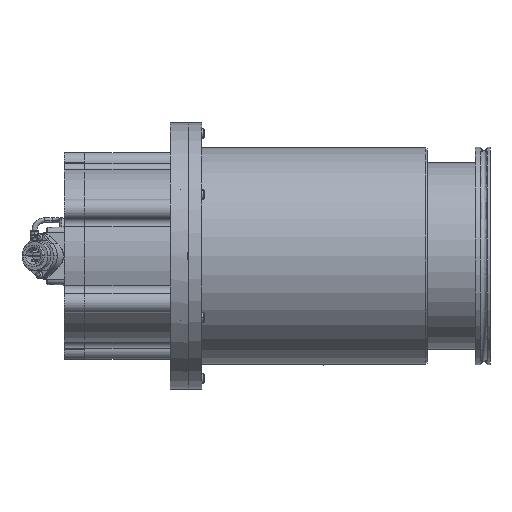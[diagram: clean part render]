
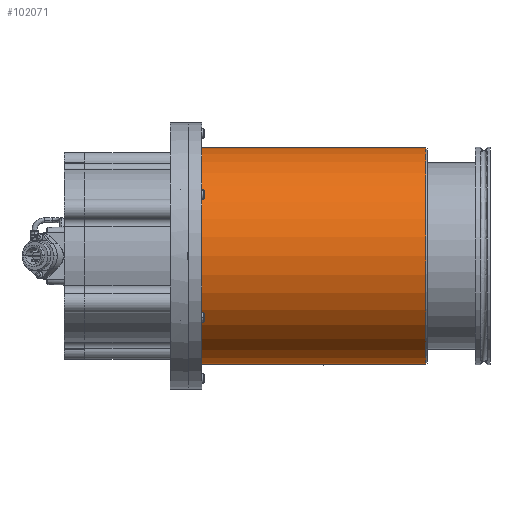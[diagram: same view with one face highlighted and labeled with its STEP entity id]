
A CAD part, top view. The second image highlights one B-rep face of the part: STEP entity #102071.
In plain terms, the highlighted cylindrical face has radius 89.5 mm (diameter 179 mm), a partial arc.
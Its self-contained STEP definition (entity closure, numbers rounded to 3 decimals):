
#1327 = EDGE_CURVE ( 'NONE', #135588, #127178, #4718, .T. ) ;
#4718 = LINE ( 'NONE', #125947, #37427 ) ;
#14654 = ORIENTED_EDGE ( 'NONE', *, *, #158345, .F. ) ;
#16548 = DIRECTION ( 'NONE',  ( -1., 0., 0. ) ) ;
#37427 = VECTOR ( 'NONE', #126085, 1000. ) ;
#42948 = DIRECTION ( 'NONE',  ( 0., 1., 0. ) ) ;
#45853 = ORIENTED_EDGE ( 'NONE', *, *, #46450, .T. ) ;
#46450 = EDGE_CURVE ( 'NONE', #127178, #102308, #107131, .T. ) ;
#46817 = AXIS2_PLACEMENT_3D ( 'NONE', #128667, #54827, #140951 ) ;
#46877 = ORIENTED_EDGE ( 'NONE', *, *, #1327, .T. ) ;
#50685 = VERTEX_POINT ( 'NONE', #150828 ) ;
#54827 = DIRECTION ( 'NONE',  ( 1., 0., 0. ) ) ;
#54946 = DIRECTION ( 'NONE',  ( 1., 0., 0. ) ) ;
#72273 = EDGE_CURVE ( 'NONE', #50685, #135588, #118002, .T. ) ;
#84618 = VECTOR ( 'NONE', #121112, 1000. ) ;
#88532 = CYLINDRICAL_SURFACE ( 'NONE', #159417, 89.5 ) ;
#90596 = CARTESIAN_POINT ( 'NONE',  ( 196.5, 0., 0. ) ) ;
#95276 = CARTESIAN_POINT ( 'NONE',  ( 196.5, -89.5, 0. ) ) ;
#98227 = CARTESIAN_POINT ( 'NONE',  ( 9., -89.5, 0. ) ) ;
#102071 = ADVANCED_FACE ( 'NONE', ( #104040 ), #88532, .T. ) ;
#102308 = VERTEX_POINT ( 'NONE', #157411 ) ;
#103062 = DIRECTION ( 'NONE',  ( 0., 1., 0. ) ) ;
#104040 = FACE_OUTER_BOUND ( 'NONE', #124541, .T. ) ;
#107131 = CIRCLE ( 'NONE', #152579, 89.5 ) ;
#108784 = CARTESIAN_POINT ( 'NONE',  ( 196.5, 89.5, 0. ) ) ;
#117392 = LINE ( 'NONE', #108784, #84618 ) ;
#118002 = CIRCLE ( 'NONE', #46817, 89.5 ) ;
#120526 = ORIENTED_EDGE ( 'NONE', *, *, #72273, .T. ) ;
#121112 = DIRECTION ( 'NONE',  ( 1., 0., 0. ) ) ;
#124541 = EDGE_LOOP ( 'NONE', ( #120526, #46877, #45853, #14654 ) ) ;
#125947 = CARTESIAN_POINT ( 'NONE',  ( 196.5, -89.5, 0. ) ) ;
#126085 = DIRECTION ( 'NONE',  ( 1., 0., 0. ) ) ;
#127178 = VERTEX_POINT ( 'NONE', #95276 ) ;
#128667 = CARTESIAN_POINT ( 'NONE',  ( 9., 0., 0. ) ) ;
#135588 = VERTEX_POINT ( 'NONE', #98227 ) ;
#140951 = DIRECTION ( 'NONE',  ( 0., 1., 0. ) ) ;
#150828 = CARTESIAN_POINT ( 'NONE',  ( 9., 89.5, 0. ) ) ;
#152579 = AXIS2_PLACEMENT_3D ( 'NONE', #90596, #16548, #103062 ) ;
#153256 = CARTESIAN_POINT ( 'NONE',  ( 196.5, 0., 0. ) ) ;
#157411 = CARTESIAN_POINT ( 'NONE',  ( 196.5, 89.5, 0. ) ) ;
#158345 = EDGE_CURVE ( 'NONE', #50685, #102308, #117392, .T. ) ;
#159417 = AXIS2_PLACEMENT_3D ( 'NONE', #153256, #54946, #42948 ) ;
